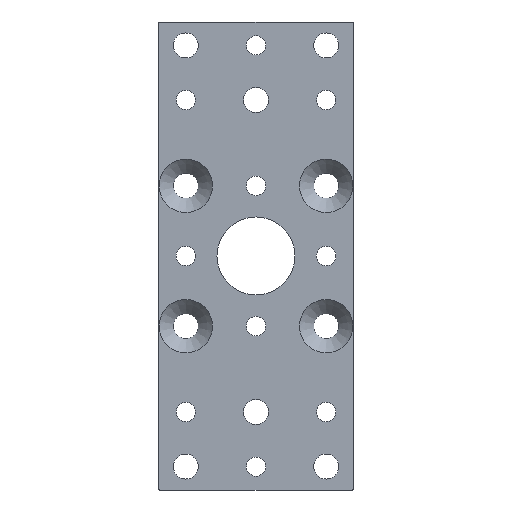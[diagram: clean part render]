
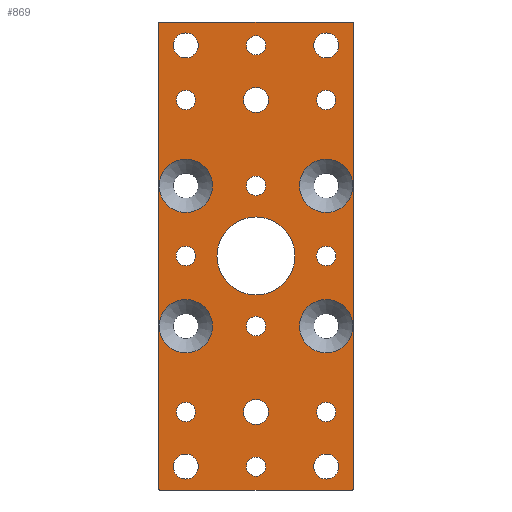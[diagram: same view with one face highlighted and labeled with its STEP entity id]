
A CAD part, front view. The second image highlights one B-rep face of the part: STEP entity #869.
In plain terms, the highlighted planar face has unit normal (0, -1, 0).
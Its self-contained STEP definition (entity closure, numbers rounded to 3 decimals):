
#74=CIRCLE('',#935,2.459);
#75=CIRCLE('',#936,2.459);
#76=CIRCLE('',#937,3.2);
#77=CIRCLE('',#938,3.2);
#78=CIRCLE('',#939,3.2);
#79=CIRCLE('',#940,3.2);
#80=CIRCLE('',#941,10.);
#81=CIRCLE('',#942,3.2);
#82=CIRCLE('',#943,3.2);
#83=CIRCLE('',#944,2.5);
#84=CIRCLE('',#945,2.5);
#85=CIRCLE('',#946,2.5);
#86=CIRCLE('',#947,2.5);
#87=CIRCLE('',#948,2.459);
#88=CIRCLE('',#949,2.459);
#89=CIRCLE('',#950,2.459);
#90=CIRCLE('',#951,2.459);
#91=CIRCLE('',#952,6.855);
#92=CIRCLE('',#953,6.855);
#93=CIRCLE('',#954,6.855);
#94=CIRCLE('',#955,6.855);
#95=CIRCLE('',#956,0.3);
#96=CIRCLE('',#957,0.3);
#97=CIRCLE('',#958,0.3);
#98=CIRCLE('',#959,0.3);
#148=ORIENTED_EDGE('',*,*,#284,.T.);
#149=ORIENTED_EDGE('',*,*,#285,.T.);
#150=ORIENTED_EDGE('',*,*,#286,.T.);
#151=ORIENTED_EDGE('',*,*,#287,.T.);
#152=ORIENTED_EDGE('',*,*,#288,.T.);
#153=ORIENTED_EDGE('',*,*,#289,.T.);
#154=ORIENTED_EDGE('',*,*,#290,.F.);
#155=ORIENTED_EDGE('',*,*,#291,.T.);
#156=ORIENTED_EDGE('',*,*,#292,.T.);
#157=ORIENTED_EDGE('',*,*,#293,.T.);
#158=ORIENTED_EDGE('',*,*,#294,.T.);
#159=ORIENTED_EDGE('',*,*,#295,.T.);
#160=ORIENTED_EDGE('',*,*,#296,.T.);
#161=ORIENTED_EDGE('',*,*,#297,.T.);
#162=ORIENTED_EDGE('',*,*,#298,.T.);
#163=ORIENTED_EDGE('',*,*,#299,.T.);
#164=ORIENTED_EDGE('',*,*,#300,.T.);
#165=ORIENTED_EDGE('',*,*,#301,.T.);
#166=ORIENTED_EDGE('',*,*,#302,.T.);
#167=ORIENTED_EDGE('',*,*,#303,.T.);
#168=ORIENTED_EDGE('',*,*,#304,.T.);
#169=ORIENTED_EDGE('',*,*,#249,.F.);
#170=ORIENTED_EDGE('',*,*,#305,.T.);
#171=ORIENTED_EDGE('',*,*,#243,.F.);
#172=ORIENTED_EDGE('',*,*,#306,.T.);
#173=ORIENTED_EDGE('',*,*,#257,.F.);
#174=ORIENTED_EDGE('',*,*,#307,.T.);
#175=ORIENTED_EDGE('',*,*,#253,.F.);
#176=ORIENTED_EDGE('',*,*,#308,.T.);
#243=EDGE_CURVE('',#313,#314,#375,.T.);
#249=EDGE_CURVE('',#319,#320,#381,.T.);
#253=EDGE_CURVE('',#323,#324,#385,.T.);
#257=EDGE_CURVE('',#327,#328,#389,.T.);
#284=EDGE_CURVE('',#350,#350,#74,.T.);
#285=EDGE_CURVE('',#351,#351,#75,.T.);
#286=EDGE_CURVE('',#352,#352,#76,.T.);
#287=EDGE_CURVE('',#353,#353,#77,.T.);
#288=EDGE_CURVE('',#354,#354,#78,.T.);
#289=EDGE_CURVE('',#355,#355,#79,.T.);
#290=EDGE_CURVE('',#356,#356,#80,.F.);
#291=EDGE_CURVE('',#357,#357,#81,.T.);
#292=EDGE_CURVE('',#358,#358,#82,.T.);
#293=EDGE_CURVE('',#359,#359,#83,.T.);
#294=EDGE_CURVE('',#360,#360,#84,.T.);
#295=EDGE_CURVE('',#361,#361,#85,.T.);
#296=EDGE_CURVE('',#362,#362,#86,.T.);
#297=EDGE_CURVE('',#363,#363,#87,.T.);
#298=EDGE_CURVE('',#364,#364,#88,.T.);
#299=EDGE_CURVE('',#365,#365,#89,.T.);
#300=EDGE_CURVE('',#366,#366,#90,.T.);
#301=EDGE_CURVE('',#367,#367,#91,.T.);
#302=EDGE_CURVE('',#368,#368,#92,.T.);
#303=EDGE_CURVE('',#369,#369,#93,.T.);
#304=EDGE_CURVE('',#370,#370,#94,.T.);
#305=EDGE_CURVE('',#319,#314,#95,.F.);
#306=EDGE_CURVE('',#313,#328,#96,.F.);
#307=EDGE_CURVE('',#327,#324,#97,.F.);
#308=EDGE_CURVE('',#323,#320,#98,.F.);
#313=VERTEX_POINT('',#1192);
#314=VERTEX_POINT('',#1193);
#319=VERTEX_POINT('',#1204);
#320=VERTEX_POINT('',#1206);
#323=VERTEX_POINT('',#1213);
#324=VERTEX_POINT('',#1215);
#327=VERTEX_POINT('',#1222);
#328=VERTEX_POINT('',#1224);
#350=VERTEX_POINT('',#1275);
#351=VERTEX_POINT('',#1277);
#352=VERTEX_POINT('',#1279);
#353=VERTEX_POINT('',#1281);
#354=VERTEX_POINT('',#1283);
#355=VERTEX_POINT('',#1285);
#356=VERTEX_POINT('',#1287);
#357=VERTEX_POINT('',#1289);
#358=VERTEX_POINT('',#1291);
#359=VERTEX_POINT('',#1293);
#360=VERTEX_POINT('',#1295);
#361=VERTEX_POINT('',#1297);
#362=VERTEX_POINT('',#1299);
#363=VERTEX_POINT('',#1301);
#364=VERTEX_POINT('',#1303);
#365=VERTEX_POINT('',#1305);
#366=VERTEX_POINT('',#1307);
#367=VERTEX_POINT('',#1309);
#368=VERTEX_POINT('',#1311);
#369=VERTEX_POINT('',#1313);
#370=VERTEX_POINT('',#1315);
#375=LINE('',#1191,#391);
#381=LINE('',#1205,#397);
#385=LINE('',#1214,#401);
#389=LINE('',#1223,#405);
#391=VECTOR('',#997,1000.);
#397=VECTOR('',#1005,1000.);
#401=VECTOR('',#1011,1000.);
#405=VECTOR('',#1017,1000.);
#433=EDGE_LOOP('',(#148));
#434=EDGE_LOOP('',(#149));
#435=EDGE_LOOP('',(#150));
#436=EDGE_LOOP('',(#151));
#437=EDGE_LOOP('',(#152));
#438=EDGE_LOOP('',(#153));
#439=EDGE_LOOP('',(#154));
#440=EDGE_LOOP('',(#155));
#441=EDGE_LOOP('',(#156));
#442=EDGE_LOOP('',(#157));
#443=EDGE_LOOP('',(#158));
#444=EDGE_LOOP('',(#159));
#445=EDGE_LOOP('',(#160));
#446=EDGE_LOOP('',(#161));
#447=EDGE_LOOP('',(#162));
#448=EDGE_LOOP('',(#163));
#449=EDGE_LOOP('',(#164));
#450=EDGE_LOOP('',(#165));
#451=EDGE_LOOP('',(#166));
#452=EDGE_LOOP('',(#167));
#453=EDGE_LOOP('',(#168));
#454=EDGE_LOOP('',(#169,#170,#171,#172,#173,#174,#175,#176));
#535=FACE_BOUND('',#433,.T.);
#536=FACE_BOUND('',#434,.T.);
#537=FACE_BOUND('',#435,.T.);
#538=FACE_BOUND('',#436,.T.);
#539=FACE_BOUND('',#437,.T.);
#540=FACE_BOUND('',#438,.T.);
#541=FACE_BOUND('',#439,.T.);
#542=FACE_BOUND('',#440,.T.);
#543=FACE_BOUND('',#441,.T.);
#544=FACE_BOUND('',#442,.T.);
#545=FACE_BOUND('',#443,.T.);
#546=FACE_BOUND('',#444,.T.);
#547=FACE_BOUND('',#445,.T.);
#548=FACE_BOUND('',#446,.T.);
#549=FACE_BOUND('',#447,.T.);
#550=FACE_BOUND('',#448,.T.);
#551=FACE_BOUND('',#449,.T.);
#552=FACE_BOUND('',#450,.T.);
#553=FACE_BOUND('',#451,.T.);
#554=FACE_BOUND('',#452,.T.);
#555=FACE_BOUND('',#453,.T.);
#556=FACE_BOUND('',#454,.T.);
#616=PLANE('',#934);
#869=ADVANCED_FACE('',(#535,#536,#537,#538,#539,#540,#541,#542,#543,#544,
#545,#546,#547,#548,#549,#550,#551,#552,#553,#554,#555,#556),#616,.F.);
#934=AXIS2_PLACEMENT_3D('',#1273,#1071,#1072);
#935=AXIS2_PLACEMENT_3D('',#1274,#1073,#1074);
#936=AXIS2_PLACEMENT_3D('',#1276,#1075,#1076);
#937=AXIS2_PLACEMENT_3D('',#1278,#1077,#1078);
#938=AXIS2_PLACEMENT_3D('',#1280,#1079,#1080);
#939=AXIS2_PLACEMENT_3D('',#1282,#1081,#1082);
#940=AXIS2_PLACEMENT_3D('',#1284,#1083,#1084);
#941=AXIS2_PLACEMENT_3D('',#1286,#1085,#1086);
#942=AXIS2_PLACEMENT_3D('',#1288,#1087,#1088);
#943=AXIS2_PLACEMENT_3D('',#1290,#1089,#1090);
#944=AXIS2_PLACEMENT_3D('',#1292,#1091,#1092);
#945=AXIS2_PLACEMENT_3D('',#1294,#1093,#1094);
#946=AXIS2_PLACEMENT_3D('',#1296,#1095,#1096);
#947=AXIS2_PLACEMENT_3D('',#1298,#1097,#1098);
#948=AXIS2_PLACEMENT_3D('',#1300,#1099,#1100);
#949=AXIS2_PLACEMENT_3D('',#1302,#1101,#1102);
#950=AXIS2_PLACEMENT_3D('',#1304,#1103,#1104);
#951=AXIS2_PLACEMENT_3D('',#1306,#1105,#1106);
#952=AXIS2_PLACEMENT_3D('',#1308,#1107,#1108);
#953=AXIS2_PLACEMENT_3D('',#1310,#1109,#1110);
#954=AXIS2_PLACEMENT_3D('',#1312,#1111,#1112);
#955=AXIS2_PLACEMENT_3D('',#1314,#1113,#1114);
#956=AXIS2_PLACEMENT_3D('',#1316,#1115,#1116);
#957=AXIS2_PLACEMENT_3D('',#1317,#1117,#1118);
#958=AXIS2_PLACEMENT_3D('',#1318,#1119,#1120);
#959=AXIS2_PLACEMENT_3D('',#1319,#1121,#1122);
#997=DIRECTION('',(1.,0.,0.));
#1005=DIRECTION('',(0.,0.,-1.));
#1011=DIRECTION('',(-1.,0.,0.));
#1017=DIRECTION('',(0.,0.,1.));
#1071=DIRECTION('',(0.,1.,0.));
#1072=DIRECTION('',(0.,0.,1.));
#1073=DIRECTION('',(0.,1.,0.));
#1074=DIRECTION('',(0.,0.,1.));
#1075=DIRECTION('',(0.,1.,0.));
#1076=DIRECTION('',(0.,0.,1.));
#1077=DIRECTION('',(0.,1.,0.));
#1078=DIRECTION('',(0.,0.,1.));
#1079=DIRECTION('',(0.,1.,0.));
#1080=DIRECTION('',(0.,0.,1.));
#1081=DIRECTION('',(0.,1.,0.));
#1082=DIRECTION('',(0.,0.,1.));
#1083=DIRECTION('',(0.,1.,0.));
#1084=DIRECTION('',(0.,0.,1.));
#1085=DIRECTION('',(0.,1.,0.));
#1086=DIRECTION('',(0.,0.,1.));
#1087=DIRECTION('',(0.,1.,0.));
#1088=DIRECTION('',(0.,0.,1.));
#1089=DIRECTION('',(0.,1.,0.));
#1090=DIRECTION('',(0.,0.,1.));
#1091=DIRECTION('',(0.,1.,0.));
#1092=DIRECTION('',(0.,0.,-1.));
#1093=DIRECTION('',(0.,1.,0.));
#1094=DIRECTION('',(0.,0.,-1.));
#1095=DIRECTION('',(0.,1.,0.));
#1096=DIRECTION('',(0.,0.,-1.));
#1097=DIRECTION('',(0.,1.,0.));
#1098=DIRECTION('',(0.,0.,-1.));
#1099=DIRECTION('',(0.,1.,0.));
#1100=DIRECTION('',(0.,0.,-1.));
#1101=DIRECTION('',(0.,1.,0.));
#1102=DIRECTION('',(0.,0.,-1.));
#1103=DIRECTION('',(0.,1.,0.));
#1104=DIRECTION('',(0.,0.,-1.));
#1105=DIRECTION('',(0.,1.,0.));
#1106=DIRECTION('',(0.,0.,-1.));
#1107=DIRECTION('',(0.,1.,0.));
#1108=DIRECTION('',(0.,0.,1.));
#1109=DIRECTION('',(0.,1.,0.));
#1110=DIRECTION('',(0.,0.,1.));
#1111=DIRECTION('',(0.,1.,0.));
#1112=DIRECTION('',(0.,0.,1.));
#1113=DIRECTION('',(0.,1.,0.));
#1114=DIRECTION('',(0.,0.,1.));
#1115=DIRECTION('',(0.,1.,0.));
#1116=DIRECTION('',(0.,0.,1.));
#1117=DIRECTION('',(0.,1.,0.));
#1118=DIRECTION('',(0.,0.,1.));
#1119=DIRECTION('',(0.,1.,0.));
#1120=DIRECTION('',(0.,0.,1.));
#1121=DIRECTION('',(0.,1.,0.));
#1122=DIRECTION('',(0.,0.,1.));
#1191=CARTESIAN_POINT('',(-40.,0.,60.));
#1192=CARTESIAN_POINT('',(-24.7,0.,60.));
#1193=CARTESIAN_POINT('',(24.7,0.,60.));
#1204=CARTESIAN_POINT('',(25.,0.,59.7));
#1205=CARTESIAN_POINT('',(25.,0.,30.));
#1206=CARTESIAN_POINT('',(25.,0.,-59.7));
#1213=CARTESIAN_POINT('',(24.7,0.,-60.));
#1214=CARTESIAN_POINT('',(40.,0.,-60.));
#1215=CARTESIAN_POINT('',(-24.7,0.,-60.));
#1222=CARTESIAN_POINT('',(-25.,0.,-59.7));
#1223=CARTESIAN_POINT('',(-25.,0.,-30.));
#1224=CARTESIAN_POINT('',(-25.,0.,59.7));
#1273=CARTESIAN_POINT('',(0.,0.,0.));
#1274=CARTESIAN_POINT('',(0.,0.,54.));
#1275=CARTESIAN_POINT('',(0.,0.,56.459));
#1276=CARTESIAN_POINT('',(0.,0.,-54.));
#1277=CARTESIAN_POINT('',(0.,0.,-51.542));
#1278=CARTESIAN_POINT('',(18.,0.,-54.));
#1279=CARTESIAN_POINT('',(18.,0.,-50.8));
#1280=CARTESIAN_POINT('',(-18.,0.,-54.));
#1281=CARTESIAN_POINT('',(-18.,0.,-50.8));
#1282=CARTESIAN_POINT('',(18.,0.,54.));
#1283=CARTESIAN_POINT('',(18.,0.,57.2));
#1284=CARTESIAN_POINT('',(-18.,0.,54.));
#1285=CARTESIAN_POINT('',(-18.,0.,57.2));
#1286=CARTESIAN_POINT('',(0.,0.,0.));
#1287=CARTESIAN_POINT('',(0.,0.,10.));
#1288=CARTESIAN_POINT('',(0.,0.,-40.));
#1289=CARTESIAN_POINT('',(0.,0.,-36.8));
#1290=CARTESIAN_POINT('',(0.,0.,40.));
#1291=CARTESIAN_POINT('',(0.,0.,43.2));
#1292=CARTESIAN_POINT('',(0.,0.,18.));
#1293=CARTESIAN_POINT('',(0.,0.,15.5));
#1294=CARTESIAN_POINT('',(0.,0.,-18.));
#1295=CARTESIAN_POINT('',(0.,0.,-20.5));
#1296=CARTESIAN_POINT('',(18.,0.,0.));
#1297=CARTESIAN_POINT('',(18.,0.,-2.5));
#1298=CARTESIAN_POINT('',(-18.,0.,0.));
#1299=CARTESIAN_POINT('',(-18.,0.,-2.5));
#1300=CARTESIAN_POINT('',(-18.,0.,-40.));
#1301=CARTESIAN_POINT('',(-18.,0.,-42.459));
#1302=CARTESIAN_POINT('',(18.,0.,-40.));
#1303=CARTESIAN_POINT('',(18.,0.,-42.459));
#1304=CARTESIAN_POINT('',(18.,0.,40.));
#1305=CARTESIAN_POINT('',(18.,0.,37.542));
#1306=CARTESIAN_POINT('',(-18.,0.,40.));
#1307=CARTESIAN_POINT('',(-18.,0.,37.542));
#1308=CARTESIAN_POINT('',(18.,0.,-18.));
#1309=CARTESIAN_POINT('',(18.,0.,-11.145));
#1310=CARTESIAN_POINT('',(-18.,0.,-18.));
#1311=CARTESIAN_POINT('',(-18.,0.,-11.145));
#1312=CARTESIAN_POINT('',(18.,0.,18.));
#1313=CARTESIAN_POINT('',(18.,0.,24.855));
#1314=CARTESIAN_POINT('',(-18.,0.,18.));
#1315=CARTESIAN_POINT('',(-18.,0.,24.855));
#1316=CARTESIAN_POINT('',(24.7,0.,59.7));
#1317=CARTESIAN_POINT('',(-24.7,0.,59.7));
#1318=CARTESIAN_POINT('',(-24.7,0.,-59.7));
#1319=CARTESIAN_POINT('',(24.7,0.,-59.7));
